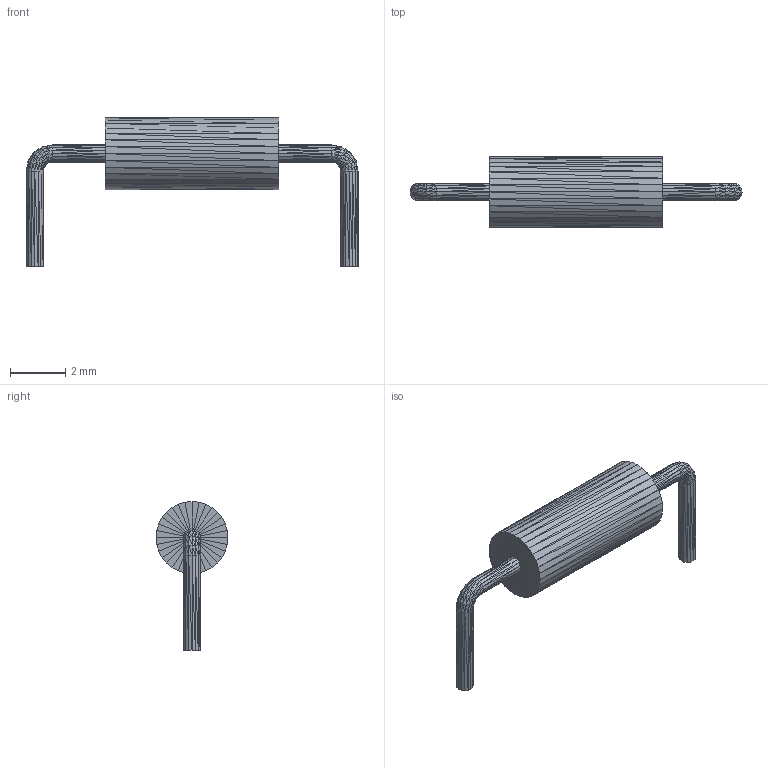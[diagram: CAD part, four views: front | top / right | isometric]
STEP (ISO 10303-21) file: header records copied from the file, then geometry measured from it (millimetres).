
FILE_DESCRIPTION(('STEP AP214'),'1');
FILE_NAME('STA_CF14','2018-10-26T02:25:02',(''),(''),'','','');
FILE_SCHEMA(('AUTOMOTIVE_DESIGN'));
Length unit declared in the file: millimetre
Products named in the file (1): product
Bounding box: 12.06 x 2.62 x 5.41 mm (x, y, z)
Surface area: 89.1 mm2 (no closed solid volume)
Topology: 0 solids, 576 shells, 576 faces, 1728 edges, 1728 vertices
Faces by surface type: plane 576
Entity records: 19067 total; most frequent: CARTESIAN_POINT 4033, DIRECTION 2882, ORIENTED_EDGE 1728, EDGE_CURVE 1728, VERTEX_POINT 1728, LINE 1728, VECTOR 1728, AXIS2_PLACEMENT_3D 577
